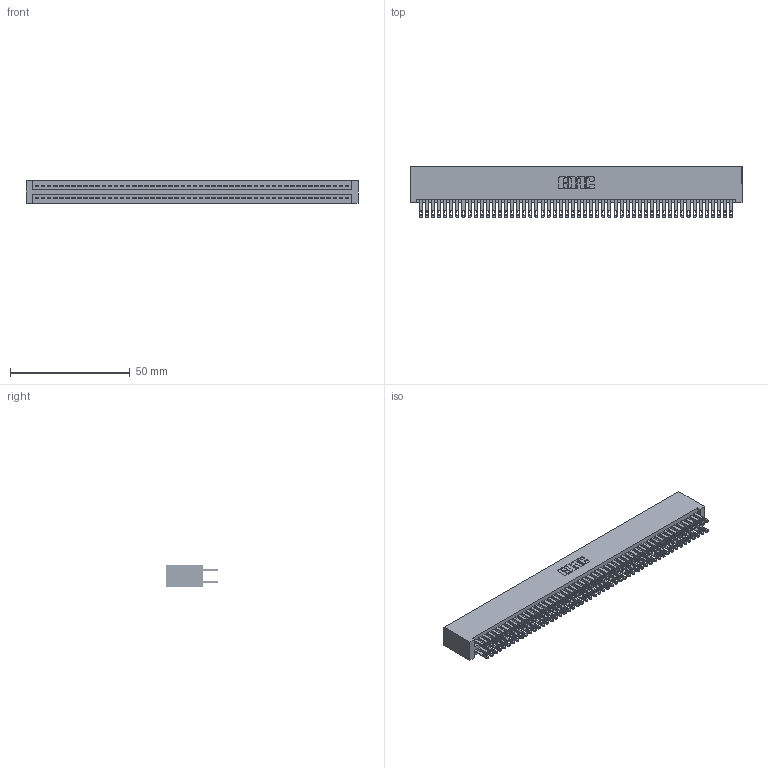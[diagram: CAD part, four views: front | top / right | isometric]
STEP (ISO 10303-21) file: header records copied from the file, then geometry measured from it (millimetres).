
FILE_DESCRIPTION (( 'STEP AP203' ), '1' );
FILE_NAME ('345-104-500-201.STEP', '2018-10-05T22:02:45', ( '' ), ( '' ), 'SwSTEP 2.0', 'SolidWorks 2016', '' );
FILE_SCHEMA (( 'CONFIG_CONTROL_DESIGN' ));
Length unit declared in the file: inch
Products named in the file (3): 345 Part_No Mounting Lugs; 345-104-500-201; 345-292-001_345-293-100
Assembly tree (105 placements, depth 2):
  345-104-500-201
    345 Part_No Mounting Lugs
    345-292-001_345-293-100  x104
Bounding box: 138.68 x 21.51 x 9.4 mm (x, y, z)
Volume: 14498.4 mm3; surface area: 22988.8 mm2
Topology: 105 solids, 105 shells, 4902 faces, 14981 edges, 9986 vertices
Faces by surface type: plane 2884, cylinder 2018
Entity records: 39107 total; most frequent: CARTESIAN_POINT 6544, ORIENTED_EDGE 6478, DIRECTION 5755, EDGE_CURVE 3239, VECTOR 2903, LINE 2903, VERTEX_POINT 2158, AXIS2_PLACEMENT_3D 1426
